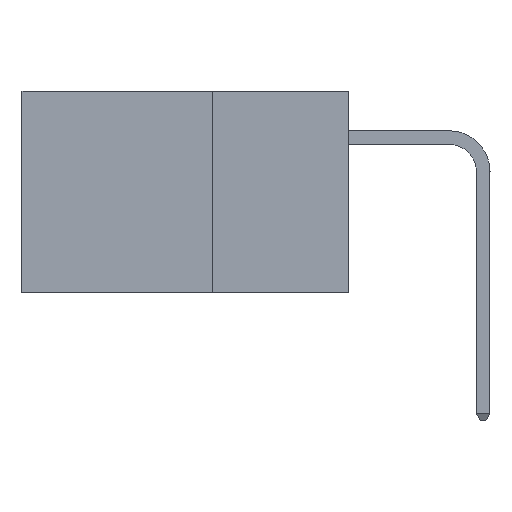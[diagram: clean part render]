
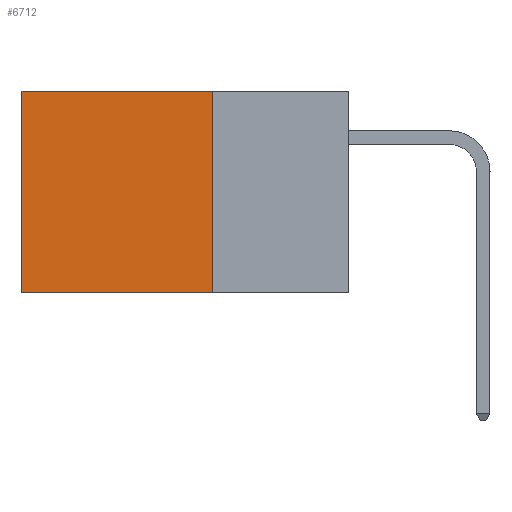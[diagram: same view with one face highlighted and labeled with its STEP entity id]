
A CAD part, left-side view. The second image highlights one B-rep face of the part: STEP entity #6712.
In plain terms, the highlighted planar face has unit normal (-1, 0, 0).
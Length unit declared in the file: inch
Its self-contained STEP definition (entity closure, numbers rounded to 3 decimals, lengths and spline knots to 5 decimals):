
#1070 = VECTOR ( 'NONE', #1781, 39.37008 ) ;
#1329 = DIRECTION ( 'NONE',  ( 0., 0., -1. ) ) ;
#1706 = LINE ( 'NONE', #9706, #11231 ) ;
#1781 = DIRECTION ( 'NONE',  ( 0., 1., 0. ) ) ;
#1884 = EDGE_CURVE ( 'NONE', #5843, #13313, #13377, .T. ) ;
#2828 = CARTESIAN_POINT ( 'NONE',  ( 0.2875, 0.25, 0. ) ) ;
#3150 = CARTESIAN_POINT ( 'NONE',  ( 0.2875, 0.25, -0.37 ) ) ;
#3809 = CARTESIAN_POINT ( 'NONE',  ( 0.2875, 0.25, 0. ) ) ;
#3991 = LINE ( 'NONE', #13539, #7956 ) ;
#4723 = DIRECTION ( 'NONE',  ( 0., 0., -1. ) ) ;
#5181 = EDGE_CURVE ( 'NONE', #11093, #13068, #10963, .T. ) ;
#5843 = VERTEX_POINT ( 'NONE', #3809 ) ;
#6512 = AXIS2_PLACEMENT_3D ( 'NONE', #2828, #6765, #4723 ) ;
#6712 = ADVANCED_FACE ( 'NONE', ( #13009 ), #13497, .F. ) ;
#6765 = DIRECTION ( 'NONE',  ( 1., 0., 0. ) ) ;
#7321 = EDGE_CURVE ( 'NONE', #13313, #13068, #3991, .T. ) ;
#7509 = VECTOR ( 'NONE', #14024, 39.37008 ) ;
#7956 = VECTOR ( 'NONE', #1329, 39.37008 ) ;
#7964 = ORIENTED_EDGE ( 'NONE', *, *, #12875, .F. ) ;
#8593 = DIRECTION ( 'NONE',  ( 0., 0., -1. ) ) ;
#8672 = ORIENTED_EDGE ( 'NONE', *, *, #1884, .T. ) ;
#9585 = CARTESIAN_POINT ( 'NONE',  ( 0.2875, 0.25, -0.37 ) ) ;
#9706 = CARTESIAN_POINT ( 'NONE',  ( 0.2875, 0.25, 0. ) ) ;
#10014 = ORIENTED_EDGE ( 'NONE', *, *, #5181, .F. ) ;
#10172 = CARTESIAN_POINT ( 'NONE',  ( 0.2875, 0.6, -0.37 ) ) ;
#10963 = LINE ( 'NONE', #9585, #7509 ) ;
#11093 = VERTEX_POINT ( 'NONE', #3150 ) ;
#11216 = EDGE_LOOP ( 'NONE', ( #14218, #10014, #7964, #8672 ) ) ;
#11231 = VECTOR ( 'NONE', #8593, 39.37008 ) ;
#12875 = EDGE_CURVE ( 'NONE', #5843, #11093, #1706, .T. ) ;
#13009 = FACE_OUTER_BOUND ( 'NONE', #11216, .T. ) ;
#13068 = VERTEX_POINT ( 'NONE', #10172 ) ;
#13313 = VERTEX_POINT ( 'NONE', #13936 ) ;
#13377 = LINE ( 'NONE', #13836, #1070 ) ;
#13497 = PLANE ( 'NONE',  #6512 ) ;
#13539 = CARTESIAN_POINT ( 'NONE',  ( 0.2875, 0.6, 0. ) ) ;
#13836 = CARTESIAN_POINT ( 'NONE',  ( 0.2875, 0.25, 0. ) ) ;
#13936 = CARTESIAN_POINT ( 'NONE',  ( 0.2875, 0.6, 0. ) ) ;
#14024 = DIRECTION ( 'NONE',  ( 0., 1., 0. ) ) ;
#14218 = ORIENTED_EDGE ( 'NONE', *, *, #7321, .T. ) ;
